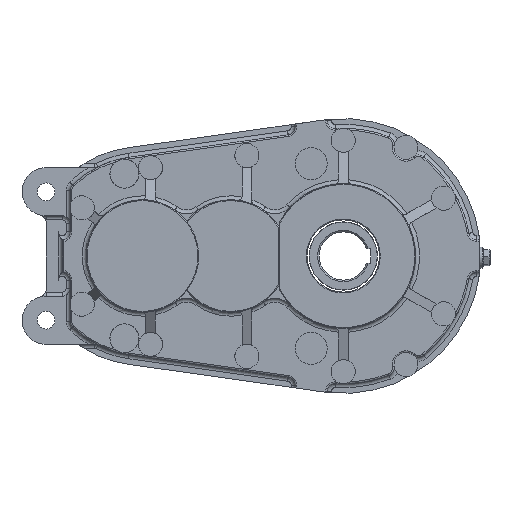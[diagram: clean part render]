
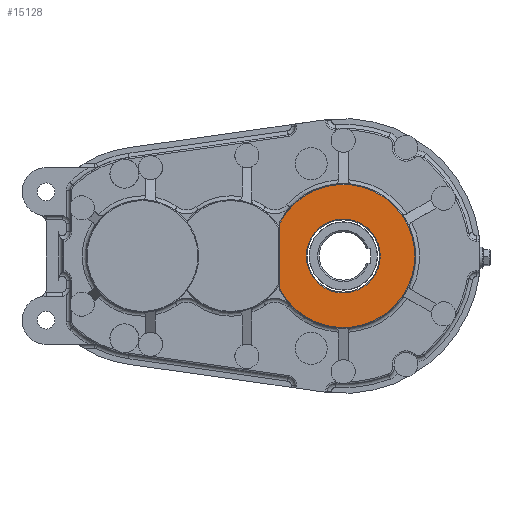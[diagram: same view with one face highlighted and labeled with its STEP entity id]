
A CAD part, left-side view. The second image highlights one B-rep face of the part: STEP entity #15128.
In plain terms, the highlighted planar face has unit normal (-1, 0, 0).
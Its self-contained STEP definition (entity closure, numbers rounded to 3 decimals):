
#422=FACE_BOUND('',#2710,.T.);
#697=PLANE('',#16795);
#1767=FACE_OUTER_BOUND('',#2709,.T.);
#2709=EDGE_LOOP('',(#13246,#13247));
#2710=EDGE_LOOP('',(#13248,#13249));
#3735=CIRCLE('',#16793,89.);
#3737=CIRCLE('',#16796,46.);
#3738=CIRCLE('',#16797,46.);
#4723=LINE('',#29018,#5650);
#5650=VECTOR('',#20864,10.);
#6963=VERTEX_POINT('',#29013);
#6964=VERTEX_POINT('',#29017);
#6966=VERTEX_POINT('',#29028);
#6967=VERTEX_POINT('',#29029);
#9107=EDGE_CURVE('',#6963,#6964,#4723,.T.);
#9110=EDGE_CURVE('',#6964,#6963,#3735,.T.);
#9112=EDGE_CURVE('',#6966,#6967,#3737,.T.);
#9113=EDGE_CURVE('',#6967,#6966,#3738,.T.);
#13246=ORIENTED_EDGE('',*,*,#9107,.F.);
#13247=ORIENTED_EDGE('',*,*,#9110,.F.);
#13248=ORIENTED_EDGE('',*,*,#9112,.T.);
#13249=ORIENTED_EDGE('',*,*,#9113,.T.);
#15128=ADVANCED_FACE('',(#1767,#422),#697,.T.);
#16793=AXIS2_PLACEMENT_3D('',#29025,#20868,#20869);
#16795=AXIS2_PLACEMENT_3D('',#29027,#20872,#20873);
#16796=AXIS2_PLACEMENT_3D('',#29030,#20874,#20875);
#16797=AXIS2_PLACEMENT_3D('',#29031,#20876,#20877);
#20864=DIRECTION('',(0.,0.,1.));
#20868=DIRECTION('center_axis',(1.,0.,0.));
#20869=DIRECTION('ref_axis',(0.,0.,
1.));
#20872=DIRECTION('center_axis',(-1.,0.,0.));
#20873=DIRECTION('ref_axis',(0.,-1.,0.));
#20874=DIRECTION('center_axis',(1.,0.,0.));
#20875=DIRECTION('ref_axis',(0.,0.,
1.));
#20876=DIRECTION('center_axis',(1.,0.,0.));
#20877=DIRECTION('ref_axis',(0.,0.,
1.));
#29013=CARTESIAN_POINT('',(-15.,248.82,-40.999));
#29017=CARTESIAN_POINT('',(-15.,248.832,40.976));
#29018=CARTESIAN_POINT('',(-15.,248.828,8.739));
#29025=CARTESIAN_POINT('Origin',(-15.,169.826,0.));
#29027=CARTESIAN_POINT('Origin',(-15.,169.836,67.5));
#29028=CARTESIAN_POINT('',(-15.,169.833,46.));
#29029=CARTESIAN_POINT('',(-15.,169.82,-46.));
#29030=CARTESIAN_POINT('Origin',(-15.,169.826,0.));
#29031=CARTESIAN_POINT('Origin',(-15.,169.826,0.));
